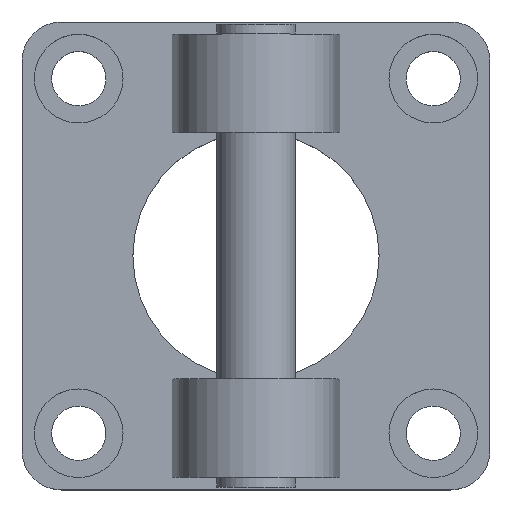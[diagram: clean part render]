
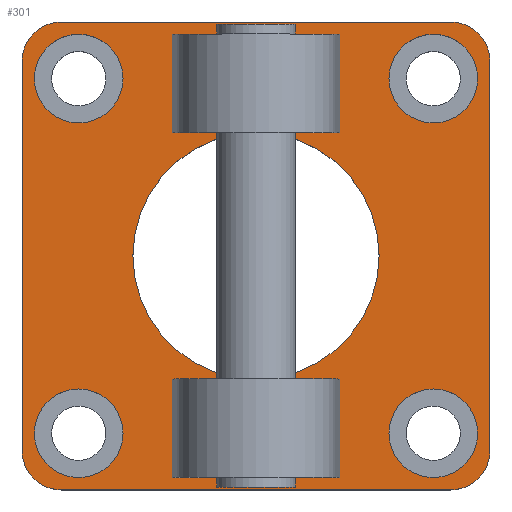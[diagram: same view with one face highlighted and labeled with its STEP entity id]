
A CAD part, top view. The second image highlights one B-rep face of the part: STEP entity #301.
In plain terms, the highlighted planar face has unit normal (0, 0, 1).
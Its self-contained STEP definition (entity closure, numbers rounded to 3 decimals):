
#81=CARTESIAN_POINT('',(0.0,-25.0,14.));
#82=VERTEX_POINT('',#81);
#83=CARTESIAN_POINT('',(0.0,25.0,14.));
#84=VERTEX_POINT('',#83);
#85=CARTESIAN_POINT('',(0.0,0.0,14.));
#86=DIRECTION('',(0.0,0.0,-1.0));
#87=DIRECTION('',(-1.0,0.0,0.0));
#88=AXIS2_PLACEMENT_3D('',#85,#86,#87);
#89=CIRCLE('',#88,25.0);
#90=EDGE_CURVE('',#82,#84,#89,.T.);
#92=CARTESIAN_POINT('',(0.0,0.0,14.));
#93=DIRECTION('',(0.0,0.0,-1.0));
#94=DIRECTION('',(-1.0,0.0,0.0));
#95=AXIS2_PLACEMENT_3D('',#92,#93,#94);
#96=CIRCLE('',#95,25.0);
#97=EDGE_CURVE('',#84,#82,#96,.T.);
#102=CARTESIAN_POINT('',(0.0,0.,14.));
#103=DIRECTION('',(0.0,0.0,1.0));
#104=DIRECTION('',(1.0,0.0,0.0));
#105=AXIS2_PLACEMENT_3D('',#102,#103,#104);
#106=PLANE('',#105);
#107=CARTESIAN_POINT('',(47.5,-39.5,14.));
#108=VERTEX_POINT('',#107);
#109=CARTESIAN_POINT('',(39.5,-47.5,14.));
#110=VERTEX_POINT('',#109);
#111=CARTESIAN_POINT('',(39.5,-39.5,14.));
#112=DIRECTION('',(0.0,0.0,-1.0));
#113=DIRECTION('',(0.707,-0.707,0.0));
#114=AXIS2_PLACEMENT_3D('',#111,#112,#113);
#115=CIRCLE('',#114,8.0);
#116=EDGE_CURVE('',#108,#110,#115,.T.);
#117=ORIENTED_EDGE('',*,*,#116,.F.);
#118=CARTESIAN_POINT('',(47.5,39.5,14.));
#119=VERTEX_POINT('',#118);
#120=CARTESIAN_POINT('',(47.5,39.5,14.));
#121=DIRECTION('',(0.0,-1.0,0.0));
#122=VECTOR('',#121,79.0);
#123=LINE('',#120,#122);
#124=EDGE_CURVE('',#119,#108,#123,.T.);
#125=ORIENTED_EDGE('',*,*,#124,.F.);
#126=CARTESIAN_POINT('',(39.5,47.5,14.));
#127=VERTEX_POINT('',#126);
#128=CARTESIAN_POINT('',(39.5,39.5,14.));
#129=DIRECTION('',(0.0,0.0,-1.0));
#130=DIRECTION('',(0.707,0.707,0.0));
#131=AXIS2_PLACEMENT_3D('',#128,#129,#130);
#132=CIRCLE('',#131,8.0);
#133=EDGE_CURVE('',#127,#119,#132,.T.);
#134=ORIENTED_EDGE('',*,*,#133,.F.);
#135=CARTESIAN_POINT('',(-39.5,47.5,14.));
#136=VERTEX_POINT('',#135);
#137=CARTESIAN_POINT('',(-39.5,47.5,14.));
#138=DIRECTION('',(1.0,0.0,0.0));
#139=VECTOR('',#138,79.0);
#140=LINE('',#137,#139);
#141=EDGE_CURVE('',#136,#127,#140,.T.);
#142=ORIENTED_EDGE('',*,*,#141,.F.);
#143=CARTESIAN_POINT('',(-47.5,39.5,14.));
#144=VERTEX_POINT('',#143);
#145=CARTESIAN_POINT('',(-39.5,39.5,14.));
#146=DIRECTION('',(0.0,0.0,-1.0));
#147=DIRECTION('',(-0.707,0.707,0.0));
#148=AXIS2_PLACEMENT_3D('',#145,#146,#147);
#149=CIRCLE('',#148,8.0);
#150=EDGE_CURVE('',#144,#136,#149,.T.);
#151=ORIENTED_EDGE('',*,*,#150,.F.);
#152=CARTESIAN_POINT('',(-47.5,-39.5,14.));
#153=VERTEX_POINT('',#152);
#154=CARTESIAN_POINT('',(-47.5,-39.5,14.));
#155=DIRECTION('',(0.0,1.0,0.0));
#156=VECTOR('',#155,79.0);
#157=LINE('',#154,#156);
#158=EDGE_CURVE('',#153,#144,#157,.T.);
#159=ORIENTED_EDGE('',*,*,#158,.F.);
#160=CARTESIAN_POINT('',(-39.5,-47.5,14.));
#161=VERTEX_POINT('',#160);
#162=CARTESIAN_POINT('',(-39.5,-39.5,14.));
#163=DIRECTION('',(0.0,0.0,-1.0));
#164=DIRECTION('',(-0.707,-0.707,0.0));
#165=AXIS2_PLACEMENT_3D('',#162,#163,#164);
#166=CIRCLE('',#165,8.0);
#167=EDGE_CURVE('',#161,#153,#166,.T.);
#168=ORIENTED_EDGE('',*,*,#167,.F.);
#169=CARTESIAN_POINT('',(39.5,-47.5,14.));
#170=DIRECTION('',(-1.0,0.0,0.0));
#171=VECTOR('',#170,79.0);
#172=LINE('',#169,#171);
#173=EDGE_CURVE('',#110,#161,#172,.T.);
#174=ORIENTED_EDGE('',*,*,#173,.F.);
#175=EDGE_LOOP('',(#117,#125,#134,#142,#151,#159,#168,#174));
#176=FACE_OUTER_BOUND('',#175,.T.);
#177=CARTESIAN_POINT('',(16.976,-25.0,14.));
#178=VERTEX_POINT('',#177);
#179=CARTESIAN_POINT('',(16.976,-45.0,14.0));
#180=VERTEX_POINT('',#179);
#181=CARTESIAN_POINT('',(16.976,-25.0,14.));
#182=DIRECTION('',(0.0,-1.0,0.0));
#183=VECTOR('',#182,20.0);
#184=LINE('',#181,#183);
#185=EDGE_CURVE('',#178,#180,#184,.T.);
#186=ORIENTED_EDGE('',*,*,#185,.T.);
#187=CARTESIAN_POINT('',(-16.976,-45.0,14.0));
#188=VERTEX_POINT('',#187);
#189=CARTESIAN_POINT('',(16.976,-45.0,14.0));
#190=DIRECTION('',(-1.0,0.0,0.0));
#191=VECTOR('',#190,33.952);
#192=LINE('',#189,#191);
#193=EDGE_CURVE('',#180,#188,#192,.T.);
#194=ORIENTED_EDGE('',*,*,#193,.T.);
#195=CARTESIAN_POINT('',(-16.976,-25.0,14.));
#196=VERTEX_POINT('',#195);
#197=CARTESIAN_POINT('',(-16.976,-45.0,14.0));
#198=DIRECTION('',(0.0,1.0,0.0));
#199=VECTOR('',#198,20.0);
#200=LINE('',#197,#199);
#201=EDGE_CURVE('',#188,#196,#200,.T.);
#202=ORIENTED_EDGE('',*,*,#201,.T.);
#203=CARTESIAN_POINT('',(0.0,-25.0,14.));
#204=DIRECTION('',(-1.0,0.0,0.0));
#205=VECTOR('',#204,16.976);
#206=LINE('',#203,#205);
#207=EDGE_CURVE('',#82,#196,#206,.T.);
#208=ORIENTED_EDGE('',*,*,#207,.F.);
#209=ORIENTED_EDGE('',*,*,#90,.T.);
#210=CARTESIAN_POINT('',(-16.976,25.0,14.));
#211=VERTEX_POINT('',#210);
#212=CARTESIAN_POINT('',(0.0,25.0,14.));
#213=DIRECTION('',(-1.0,0.0,0.0));
#214=VECTOR('',#213,16.976);
#215=LINE('',#212,#214);
#216=EDGE_CURVE('',#84,#211,#215,.T.);
#217=ORIENTED_EDGE('',*,*,#216,.T.);
#218=CARTESIAN_POINT('',(-16.976,45.0,14.0));
#219=VERTEX_POINT('',#218);
#220=CARTESIAN_POINT('',(-16.976,25.0,14.));
#221=DIRECTION('',(0.0,1.0,0.0));
#222=VECTOR('',#221,20.0);
#223=LINE('',#220,#222);
#224=EDGE_CURVE('',#211,#219,#223,.T.);
#225=ORIENTED_EDGE('',*,*,#224,.T.);
#226=CARTESIAN_POINT('',(16.976,45.0,14.0));
#227=VERTEX_POINT('',#226);
#228=CARTESIAN_POINT('',(-16.976,45.0,14.0));
#229=DIRECTION('',(1.0,0.0,0.0));
#230=VECTOR('',#229,33.952);
#231=LINE('',#228,#230);
#232=EDGE_CURVE('',#219,#227,#231,.T.);
#233=ORIENTED_EDGE('',*,*,#232,.T.);
#234=CARTESIAN_POINT('',(16.976,25.0,14.));
#235=VERTEX_POINT('',#234);
#236=CARTESIAN_POINT('',(16.976,45.0,14.0));
#237=DIRECTION('',(0.0,-1.0,0.0));
#238=VECTOR('',#237,20.0);
#239=LINE('',#236,#238);
#240=EDGE_CURVE('',#227,#235,#239,.T.);
#241=ORIENTED_EDGE('',*,*,#240,.T.);
#242=CARTESIAN_POINT('',(16.976,25.0,14.));
#243=DIRECTION('',(-1.0,0.0,0.0));
#244=VECTOR('',#243,16.976);
#245=LINE('',#242,#244);
#246=EDGE_CURVE('',#235,#84,#245,.T.);
#247=ORIENTED_EDGE('',*,*,#246,.T.);
#248=ORIENTED_EDGE('',*,*,#97,.T.);
#249=CARTESIAN_POINT('',(16.976,-25.0,14.));
#250=DIRECTION('',(-1.0,0.0,0.0));
#251=VECTOR('',#250,16.976);
#252=LINE('',#249,#251);
#253=EDGE_CURVE('',#178,#82,#252,.T.);
#254=ORIENTED_EDGE('',*,*,#253,.F.);
#255=EDGE_LOOP('',(#186,#194,#202,#208,#209,#217,#225,#233,#241,#247,#248,#254));
#256=FACE_BOUND('',#255,.T.);
#257=CARTESIAN_POINT('',(45.,-36.,14.));
#258=VERTEX_POINT('',#257);
#259=CARTESIAN_POINT('',(36.,-36.,14.));
#260=DIRECTION('',(0.0,0.0,-1.0));
#261=DIRECTION('',(1.0,0.0,0.0));
#262=AXIS2_PLACEMENT_3D('',#259,#260,#261);
#263=CIRCLE('',#262,9.0);
#264=EDGE_CURVE('',#258,#258,#263,.T.);
#265=ORIENTED_EDGE('',*,*,#264,.T.);
#266=EDGE_LOOP('',(#265));
#267=FACE_BOUND('',#266,.T.);
#268=CARTESIAN_POINT('',(-27.,36.0,14.));
#269=VERTEX_POINT('',#268);
#270=CARTESIAN_POINT('',(-36.,36.0,14.));
#271=DIRECTION('',(0.0,0.0,-1.0));
#272=DIRECTION('',(1.0,0.0,0.0));
#273=AXIS2_PLACEMENT_3D('',#270,#271,#272);
#274=CIRCLE('',#273,9.0);
#275=EDGE_CURVE('',#269,#269,#274,.T.);
#276=ORIENTED_EDGE('',*,*,#275,.T.);
#277=EDGE_LOOP('',(#276));
#278=FACE_BOUND('',#277,.T.);
#279=CARTESIAN_POINT('',(-27.,-36.0,14.));
#280=VERTEX_POINT('',#279);
#281=CARTESIAN_POINT('',(-36.,-36.0,14.));
#282=DIRECTION('',(0.0,0.0,-1.0));
#283=DIRECTION('',(1.0,0.0,0.0));
#284=AXIS2_PLACEMENT_3D('',#281,#282,#283);
#285=CIRCLE('',#284,9.0);
#286=EDGE_CURVE('',#280,#280,#285,.T.);
#287=ORIENTED_EDGE('',*,*,#286,.T.);
#288=EDGE_LOOP('',(#287));
#289=FACE_BOUND('',#288,.T.);
#290=CARTESIAN_POINT('',(45.,36.,14.));
#291=VERTEX_POINT('',#290);
#292=CARTESIAN_POINT('',(36.,36.,14.));
#293=DIRECTION('',(0.0,0.0,-1.0));
#294=DIRECTION('',(1.0,0.0,0.0));
#295=AXIS2_PLACEMENT_3D('',#292,#293,#294);
#296=CIRCLE('',#295,9.0);
#297=EDGE_CURVE('',#291,#291,#296,.T.);
#298=ORIENTED_EDGE('',*,*,#297,.T.);
#299=EDGE_LOOP('',(#298));
#300=FACE_BOUND('',#299,.T.);
#301=ADVANCED_FACE('',(#176,#256,#267,#278,#289,#300),#106,.T.);
